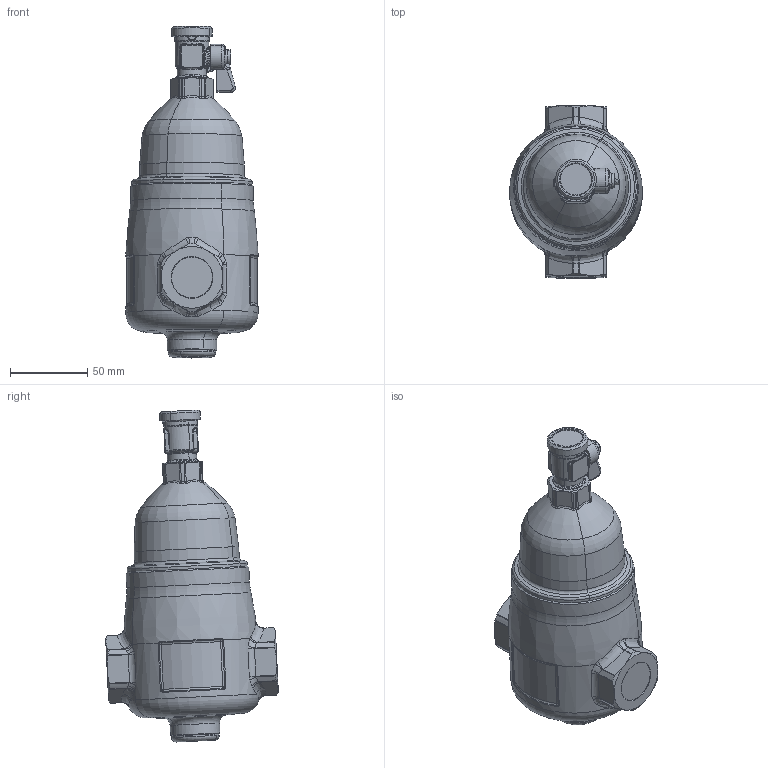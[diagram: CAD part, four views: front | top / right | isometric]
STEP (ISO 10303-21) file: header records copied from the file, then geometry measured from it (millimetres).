
FILE_DESCRIPTION(('CATIA V5 STEP Exchange','CAx-IF Rec.Pracs.--- Model Styling and Organization---1.4--- 2014-01-23','CAx-IF Rec.Pracs.---3D Tessellated Data Validation Properties---0.5---2014-09-14'),'2;1');
FILE_NAME('STEP_546205_-_TST.stp','2020-09-29T08:43:16+00:00',('none'),('none'),'CATIA Version 5-6 Release 2019 SP3','CATIA V5 STEP AP242 v1','none');
FILE_SCHEMA(('AP242_MANAGED_MODEL_BASED_3D_ENGINEERING_MIM_LF {1 0 10303 442 1 1 4}'));
Products named in the file (1): 546205 - TST
Bounding box: 85.9 x 111.79 x 214.92 mm (x, y, z)
Volume: 759450.5 mm3; surface area: 60549.7 mm2
Topology: 1 solids, 10 shells, 915 faces, 2165 edges, 1240 vertices
Faces by surface type: bspline 275, cylinder 236, plane 131, torus 131, cone 97, sphere 37, revolution 8
Entity records: 40307 total; most frequent: CARTESIAN_POINT 23121, ORIENTED_EDGE 4268, EDGE_CURVE 2134, DIRECTION 2042, VERTEX_POINT 1240, AXIS2_PLACEMENT_3D 1149, B_SPLINE_CURVE_WITH_KNOTS 994, EDGE_LOOP 938
